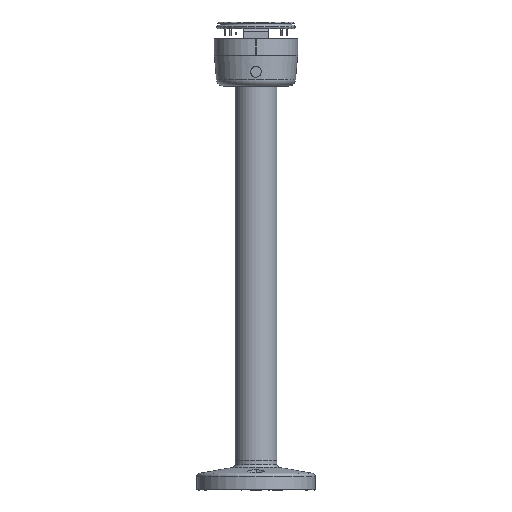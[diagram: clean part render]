
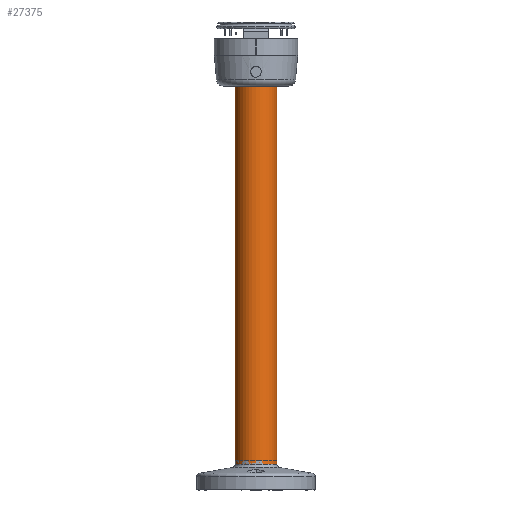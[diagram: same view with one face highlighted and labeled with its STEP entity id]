
A CAD part, front view. The second image highlights one B-rep face of the part: STEP entity #27375.
In plain terms, the highlighted cylindrical face has radius 12.5 mm (diameter 25 mm), a partial arc.
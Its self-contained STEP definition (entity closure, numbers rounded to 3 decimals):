
#27334=CARTESIAN_POINT('',(-189.225,136.409,432.055));
#27335=DIRECTION('',(0.0,0.0,1.0));
#27336=DIRECTION('',(1.0,0.0,0.0));
#27337=AXIS2_PLACEMENT_3D('',#27334,#27335,#27336);
#27338=CYLINDRICAL_SURFACE('',#27337,12.5);
#27339=CARTESIAN_POINT('',(-176.725,136.409,557.055));
#27340=VERTEX_POINT('',#27339);
#27341=CARTESIAN_POINT('',(-176.725,136.409,307.055));
#27342=VERTEX_POINT('',#27341);
#27343=CARTESIAN_POINT('',(-176.725,136.409,557.055));
#27344=DIRECTION('',(0.0,0.0,-1.0));
#27345=VECTOR('',#27344,250.0);
#27346=LINE('',#27343,#27345);
#27347=EDGE_CURVE('',#27340,#27342,#27346,.T.);
#27348=ORIENTED_EDGE('',*,*,#27347,.F.);
#27349=CARTESIAN_POINT('',(-201.725,136.409,557.055));
#27350=VERTEX_POINT('',#27349);
#27351=CARTESIAN_POINT('',(-189.225,136.409,557.055));
#27352=DIRECTION('',(0.0,0.0,1.0));
#27353=DIRECTION('',(1.0,0.0,0.0));
#27354=AXIS2_PLACEMENT_3D('',#27351,#27352,#27353);
#27355=CIRCLE('',#27354,12.5);
#27356=EDGE_CURVE('',#27350,#27340,#27355,.T.);
#27357=ORIENTED_EDGE('',*,*,#27356,.F.);
#27358=CARTESIAN_POINT('',(-201.725,136.409,307.055));
#27359=VERTEX_POINT('',#27358);
#27360=CARTESIAN_POINT('',(-201.725,136.409,557.055));
#27361=DIRECTION('',(0.0,0.0,-1.0));
#27362=VECTOR('',#27361,250.0);
#27363=LINE('',#27360,#27362);
#27364=EDGE_CURVE('',#27350,#27359,#27363,.T.);
#27365=ORIENTED_EDGE('',*,*,#27364,.T.);
#27366=CARTESIAN_POINT('',(-189.225,136.409,307.055));
#27367=DIRECTION('',(0.0,0.0,-1.0));
#27368=DIRECTION('',(1.0,0.0,0.0));
#27369=AXIS2_PLACEMENT_3D('',#27366,#27367,#27368);
#27370=CIRCLE('',#27369,12.5);
#27371=EDGE_CURVE('',#27342,#27359,#27370,.T.);
#27372=ORIENTED_EDGE('',*,*,#27371,.F.);
#27373=EDGE_LOOP('',(#27348,#27357,#27365,#27372));
#27374=FACE_OUTER_BOUND('',#27373,.T.);
#27375=ADVANCED_FACE('',(#27374),#27338,.T.);
